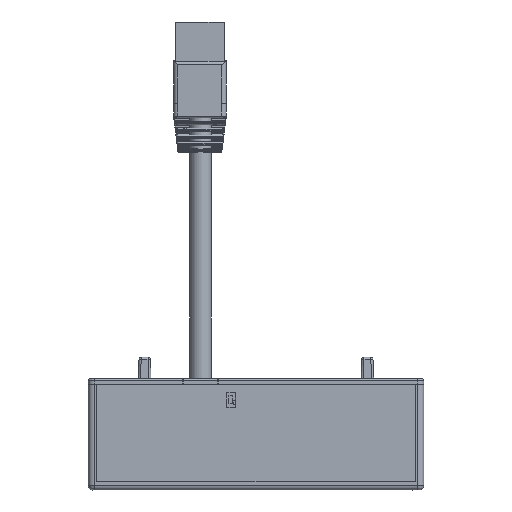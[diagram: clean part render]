
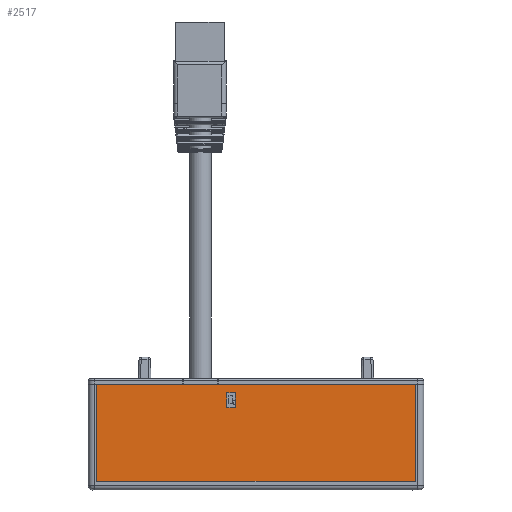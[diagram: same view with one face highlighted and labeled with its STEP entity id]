
A CAD part, front view. The second image highlights one B-rep face of the part: STEP entity #2517.
In plain terms, the highlighted planar face has unit normal (0, -1, 0).
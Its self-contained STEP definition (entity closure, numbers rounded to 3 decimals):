
#636=PLANE('',#7971);
#1173=LINE('',#10585,#1840);
#1180=LINE('',#10600,#1847);
#1184=LINE('',#10608,#1851);
#1187=LINE('',#10614,#1854);
#1189=LINE('',#10617,#1856);
#1207=LINE('',#10658,#1874);
#1208=LINE('',#10661,#1875);
#1209=LINE('',#10662,#1876);
#1210=LINE('',#10664,#1877);
#1211=LINE('',#10666,#1878);
#1840=VECTOR('',#8648,1.);
#1847=VECTOR('',#8659,1.);
#1851=VECTOR('',#8665,1.);
#1854=VECTOR('',#8670,1.);
#1856=VECTOR('',#8674,1.);
#1874=VECTOR('',#8708,1.);
#1875=VECTOR('',#8709,1.);
#1876=VECTOR('',#8710,1.);
#1877=VECTOR('',#8711,1.);
#1878=VECTOR('',#8712,1.);
#2517=ADVANCED_FACE('',(#2870,#2871),#636,.F.);
#2870=FACE_BOUND('',#2954,.T.);
#2871=FACE_BOUND('',#2955,.T.);
#2954=EDGE_LOOP('',(#3453,#3454,#3455,#3456));
#2955=EDGE_LOOP('',(#3457,#3458,#3459,#3460,#3461,#3462));
#3453=ORIENTED_EDGE('',*,*,#6430,.F.);
#3454=ORIENTED_EDGE('',*,*,#6421,.F.);
#3455=ORIENTED_EDGE('',*,*,#6425,.F.);
#3456=ORIENTED_EDGE('',*,*,#6428,.F.);
#3457=ORIENTED_EDGE('',*,*,#6449,.T.);
#3458=ORIENTED_EDGE('',*,*,#6450,.T.);
#3459=ORIENTED_EDGE('',*,*,#6414,.T.);
#3460=ORIENTED_EDGE('',*,*,#6451,.T.);
#3461=ORIENTED_EDGE('',*,*,#6452,.T.);
#3462=ORIENTED_EDGE('',*,*,#6453,.T.);
#5507=VERTEX_POINT('',#10584);
#5508=VERTEX_POINT('',#10586);
#5513=VERTEX_POINT('',#10599);
#5514=VERTEX_POINT('',#10601);
#5516=VERTEX_POINT('',#10607);
#5518=VERTEX_POINT('',#10613);
#5530=VERTEX_POINT('',#10659);
#5531=VERTEX_POINT('',#10660);
#5532=VERTEX_POINT('',#10663);
#5533=VERTEX_POINT('',#10665);
#6414=EDGE_CURVE('',#5508,#5507,#1173,.T.);
#6421=EDGE_CURVE('',#5513,#5514,#1180,.T.);
#6425=EDGE_CURVE('',#5516,#5513,#1184,.T.);
#6428=EDGE_CURVE('',#5518,#5516,#1187,.T.);
#6430=EDGE_CURVE('',#5514,#5518,#1189,.T.);
#6449=EDGE_CURVE('',#5530,#5531,#1207,.T.);
#6450=EDGE_CURVE('',#5531,#5508,#1208,.T.);
#6451=EDGE_CURVE('',#5507,#5532,#1209,.T.);
#6452=EDGE_CURVE('',#5532,#5533,#1210,.T.);
#6453=EDGE_CURVE('',#5533,#5530,#1211,.T.);
#7971=AXIS2_PLACEMENT_3D('',#10667,#8713,#8714);
#8648=DIRECTION('',(-1.,0.,0.));
#8659=DIRECTION('',(0.,0.,-1.));
#8665=DIRECTION('',(-1.,0.,0.));
#8670=DIRECTION('',(0.,0.,1.));
#8674=DIRECTION('',(1.,0.,0.));
#8708=DIRECTION('',(0.,0.,1.));
#8709=DIRECTION('',(-1.,0.,0.));
#8710=DIRECTION('',(-1.,0.,0.));
#8711=DIRECTION('',(0.,0.,-1.));
#8712=DIRECTION('',(1.,0.,0.));
#8713=DIRECTION('',(0.,1.,0.));
#8714=DIRECTION('',(0.,0.,1.));
#10584=CARTESIAN_POINT('',(-16.997,-18.715,-0.3));
#10585=CARTESIAN_POINT('',(0.,-18.715,-0.3));
#10586=CARTESIAN_POINT('',(-9.003,-18.715,-0.3));
#10599=CARTESIAN_POINT('',(-6.871,-18.715,-2.262));
#10600=CARTESIAN_POINT('',(-6.871,-18.715,-12.9));
#10601=CARTESIAN_POINT('',(-6.871,-18.715,-5.738));
#10607=CARTESIAN_POINT('',(-4.794,-18.715,-2.262));
#10608=CARTESIAN_POINT('',(14.09,-18.715,-2.262));
#10613=CARTESIAN_POINT('',(-4.794,-18.715,-5.738));
#10614=CARTESIAN_POINT('',(-4.794,-18.715,-12.9));
#10617=CARTESIAN_POINT('',(14.09,-18.715,-5.738));
#10658=CARTESIAN_POINT('',(37.168,-18.715,-0.7));
#10659=CARTESIAN_POINT('',(37.168,-18.715,-23.));
#10660=CARTESIAN_POINT('',(37.168,-18.715,-0.3));
#10661=CARTESIAN_POINT('',(-0.032,-18.715,-0.3));
#10662=CARTESIAN_POINT('',(-0.032,-18.715,-0.3));
#10663=CARTESIAN_POINT('',(-37.232,-18.715,-0.3));
#10664=CARTESIAN_POINT('',(-37.232,-18.715,-0.7));
#10665=CARTESIAN_POINT('',(-37.232,-18.715,-23.));
#10666=CARTESIAN_POINT('',(0.,-18.715,-23.));
#10667=CARTESIAN_POINT('',(0.,-18.715,-0.7));
